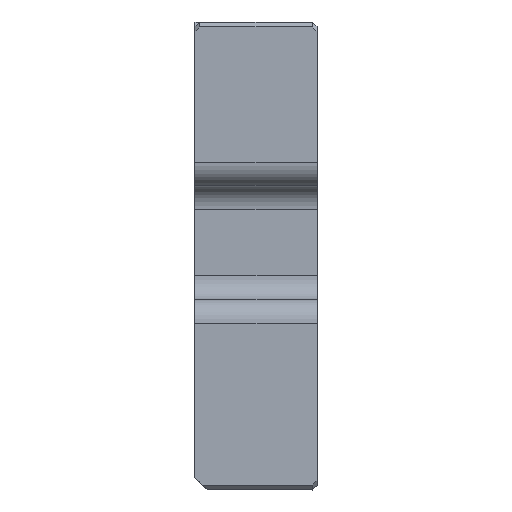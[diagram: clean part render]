
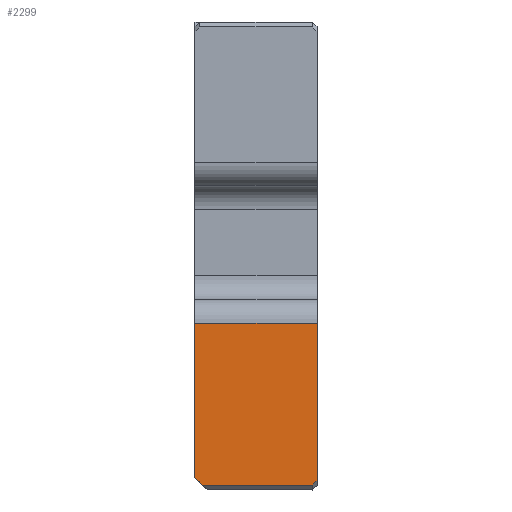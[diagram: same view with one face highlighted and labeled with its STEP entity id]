
A CAD part, left-side view. The second image highlights one B-rep face of the part: STEP entity #2299.
In plain terms, the highlighted planar face has unit normal (-1, 0, 0).
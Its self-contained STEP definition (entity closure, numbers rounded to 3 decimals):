
#86=PLANE('',#2491);
#191=FACE_OUTER_BOUND('',#341,.T.);
#341=EDGE_LOOP('',(#1717,#1718,#1719,#1720,#1721,#1722));
#580=LINE('',#3474,#807);
#619=LINE('',#3576,#846);
#620=LINE('',#3579,#847);
#621=LINE('',#3581,#848);
#622=LINE('',#3583,#849);
#623=LINE('',#3584,#850);
#807=VECTOR('',#2770,10.);
#846=VECTOR('',#2851,2.);
#847=VECTOR('',#2854,1000.);
#848=VECTOR('',#2855,1000.);
#849=VECTOR('',#2856,10.);
#850=VECTOR('',#2857,10.);
#1063=VERTEX_POINT('',#3471);
#1064=VERTEX_POINT('',#3473);
#1105=VERTEX_POINT('',#3572);
#1107=VERTEX_POINT('',#3578);
#1108=VERTEX_POINT('',#3580);
#1109=VERTEX_POINT('',#3582);
#1288=EDGE_CURVE('',#1063,#1064,#580,.T.);
#1340=EDGE_CURVE('',#1064,#1105,#619,.T.);
#1341=EDGE_CURVE('',#1107,#1063,#620,.T.);
#1342=EDGE_CURVE('',#1108,#1107,#621,.T.);
#1343=EDGE_CURVE('',#1108,#1109,#622,.T.);
#1344=EDGE_CURVE('',#1105,#1109,#623,.T.);
#1717=ORIENTED_EDGE('',*,*,#1340,.F.);
#1718=ORIENTED_EDGE('',*,*,#1288,.F.);
#1719=ORIENTED_EDGE('',*,*,#1341,.F.);
#1720=ORIENTED_EDGE('',*,*,#1342,.F.);
#1721=ORIENTED_EDGE('',*,*,#1343,.T.);
#1722=ORIENTED_EDGE('',*,*,#1344,.F.);
#2299=ADVANCED_FACE('',(#191),#86,.T.);
#2491=AXIS2_PLACEMENT_3D('',#3577,#2852,#2853);
#2770=DIRECTION('',(0.,0.,1.));
#2851=DIRECTION('',(0.,-1.,0.));
#2852=DIRECTION('center_axis',(-1.,0.,0.));
#2853=DIRECTION('ref_axis',(0.,0.,-1.));
#2854=DIRECTION('',(0.,0.707,0.707));
#2855=DIRECTION('',(0.,1.,0.));
#2856=DIRECTION('',(0.,-0.707,0.707));
#2857=DIRECTION('',(0.,0.,-1.));
#3471=CARTESIAN_POINT('',(-10.455,232.05,-19.25));
#3473=CARTESIAN_POINT('',(-10.455,232.05,-6.62));
#3474=CARTESIAN_POINT('',(-10.455,232.05,8.438));
#3572=CARTESIAN_POINT('',(-10.455,222.05,-6.62));
#3576=CARTESIAN_POINT('',(-10.455,222.05,-6.62));
#3577=CARTESIAN_POINT('Origin',(-10.455,226.05,18.));
#3578=CARTESIAN_POINT('',(-10.455,231.45,-19.85));
#3579=CARTESIAN_POINT('',(-10.455,239.613,-11.687));
#3580=CARTESIAN_POINT('',(-10.455,222.45,-19.85));
#3581=CARTESIAN_POINT('',(-10.455,226.05,-19.85));
#3582=CARTESIAN_POINT('',(-10.455,222.05,-19.45));
#3583=CARTESIAN_POINT('',(-10.455,213.988,-11.387));
#3584=CARTESIAN_POINT('',(-10.455,222.05,8.438));
